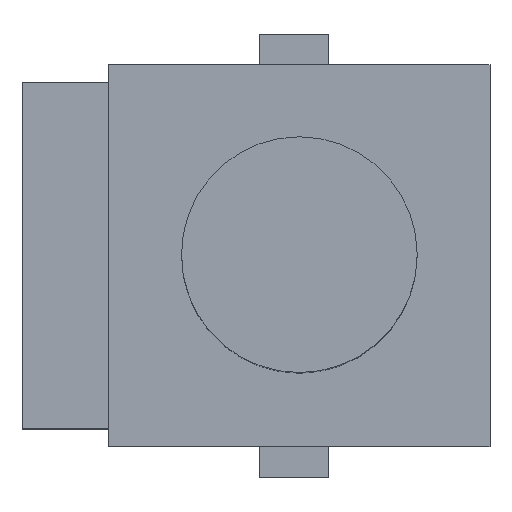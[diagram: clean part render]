
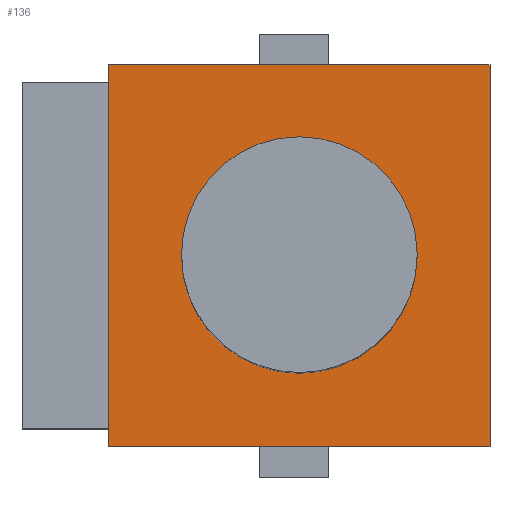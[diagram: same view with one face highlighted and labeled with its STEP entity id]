
A CAD part, top view. The second image highlights one B-rep face of the part: STEP entity #136.
In plain terms, the highlighted planar face has unit normal (0, 0, 1).
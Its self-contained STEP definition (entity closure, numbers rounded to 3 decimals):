
#24 = VERTEX_POINT('',#25);
#25 = CARTESIAN_POINT('',(1.5,8.,6.8));
#56 = VERTEX_POINT('',#57);
#57 = CARTESIAN_POINT('',(12.5,8.,6.8));
#63 = EDGE_CURVE('',#24,#56,#64,.T.);
#64 = LINE('',#65,#66);
#65 = CARTESIAN_POINT('',(1.5,8.,6.8));
#66 = VECTOR('',#67,1.);
#67 = DIRECTION('',(1.,0.,0.));
#86 = EDGE_CURVE('',#24,#87,#89,.T.);
#87 = VERTEX_POINT('',#88);
#88 = CARTESIAN_POINT('',(1.5,-3.,6.8));
#89 = LINE('',#90,#91);
#90 = CARTESIAN_POINT('',(1.5,8.,6.8));
#91 = VECTOR('',#92,1.);
#92 = DIRECTION('',(0.,-1.,0.));
#136 = ADVANCED_FACE('',(#137,#155),#166,.T.);
#137 = FACE_BOUND('',#138,.T.);
#138 = EDGE_LOOP('',(#139,#140,#141,#149));
#139 = ORIENTED_EDGE('',*,*,#63,.F.);
#140 = ORIENTED_EDGE('',*,*,#86,.T.);
#141 = ORIENTED_EDGE('',*,*,#142,.T.);
#142 = EDGE_CURVE('',#87,#143,#145,.T.);
#143 = VERTEX_POINT('',#144);
#144 = CARTESIAN_POINT('',(12.5,-3.,6.8));
#145 = LINE('',#146,#147);
#146 = CARTESIAN_POINT('',(1.5,-3.,6.8));
#147 = VECTOR('',#148,1.);
#148 = DIRECTION('',(1.,0.,0.));
#149 = ORIENTED_EDGE('',*,*,#150,.F.);
#150 = EDGE_CURVE('',#56,#143,#151,.T.);
#151 = LINE('',#152,#153);
#152 = CARTESIAN_POINT('',(12.5,8.,6.8));
#153 = VECTOR('',#154,1.);
#154 = DIRECTION('',(0.,-1.,0.));
#155 = FACE_BOUND('',#156,.T.);
#156 = EDGE_LOOP('',(#157));
#157 = ORIENTED_EDGE('',*,*,#158,.F.);
#158 = EDGE_CURVE('',#159,#159,#161,.T.);
#159 = VERTEX_POINT('',#160);
#160 = CARTESIAN_POINT('',(7.,-0.9,6.8));
#161 = CIRCLE('',#162,3.4);
#162 = AXIS2_PLACEMENT_3D('',#163,#164,#165);
#163 = CARTESIAN_POINT('',(7.,2.5,6.8));
#164 = DIRECTION('',(-0.,0.,1.));
#165 = DIRECTION('',(0.,-1.,0.));
#166 = PLANE('',#167);
#167 = AXIS2_PLACEMENT_3D('',#168,#169,#170);
#168 = CARTESIAN_POINT('',(1.5,8.,6.8));
#169 = DIRECTION('',(0.,0.,1.));
#170 = DIRECTION('',(0.,-1.,0.));
